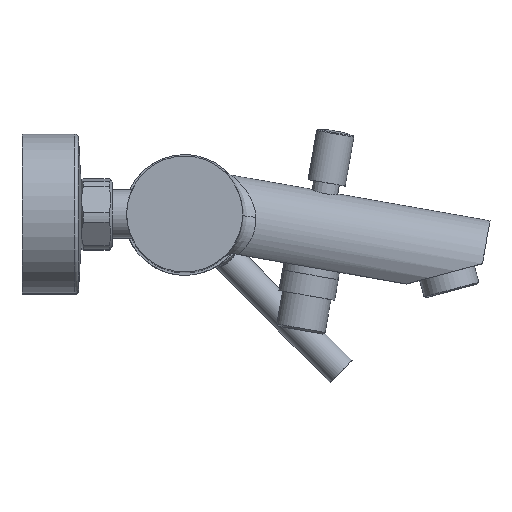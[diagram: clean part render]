
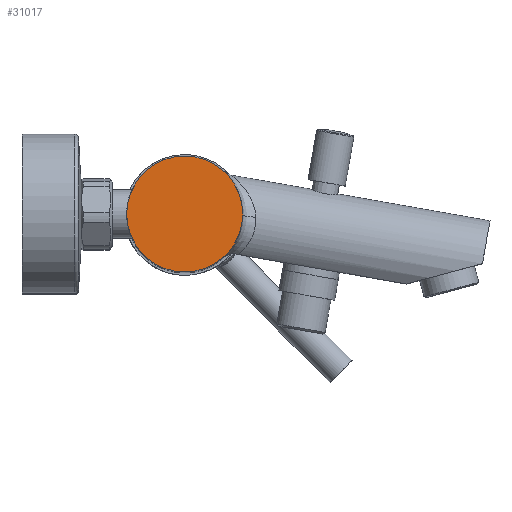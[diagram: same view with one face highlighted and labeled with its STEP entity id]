
A CAD part, top view. The second image highlights one B-rep face of the part: STEP entity #31017.
In plain terms, the highlighted planar face has unit normal (0, 0, 1).
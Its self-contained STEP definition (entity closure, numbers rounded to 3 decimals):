
#225 = FACE_OUTER_BOUND ( 'NONE', #65747, .T. ) ;
#956 = CARTESIAN_POINT ( 'NONE',  ( 0., 0., 93.5 ) ) ;
#4520 = DIRECTION ( 'NONE',  ( 0., 0., 1. ) ) ;
#6036 = AXIS2_PLACEMENT_3D ( 'NONE', #65218, #4520, #28080 ) ;
#7127 = DIRECTION ( 'NONE',  ( 0., 0., -1. ) ) ;
#7558 = ORIENTED_EDGE ( 'NONE', *, *, #24146, .F. ) ;
#13107 = CIRCLE ( 'NONE', #21757, 24.5 ) ;
#21757 = AXIS2_PLACEMENT_3D ( 'NONE', #956, #7127, #30711 ) ;
#23766 = PLANE ( 'NONE',  #6036 ) ;
#24146 = EDGE_CURVE ( 'NONE', #58710, #58710, #13107, .T. ) ;
#28080 = DIRECTION ( 'NONE',  ( 1., 0., 0. ) ) ;
#30711 = DIRECTION ( 'NONE',  ( 1., 0., 0. ) ) ;
#31017 = ADVANCED_FACE ( 'NONE', ( #225 ), #23766, .T. ) ;
#36203 = CARTESIAN_POINT ( 'NONE',  ( 24.5, 0., 93.5 ) ) ;
#58710 = VERTEX_POINT ( 'NONE', #36203 ) ;
#65218 = CARTESIAN_POINT ( 'NONE',  ( -65., 35., 93.5 ) ) ;
#65747 = EDGE_LOOP ( 'NONE', ( #7558 ) ) ;
